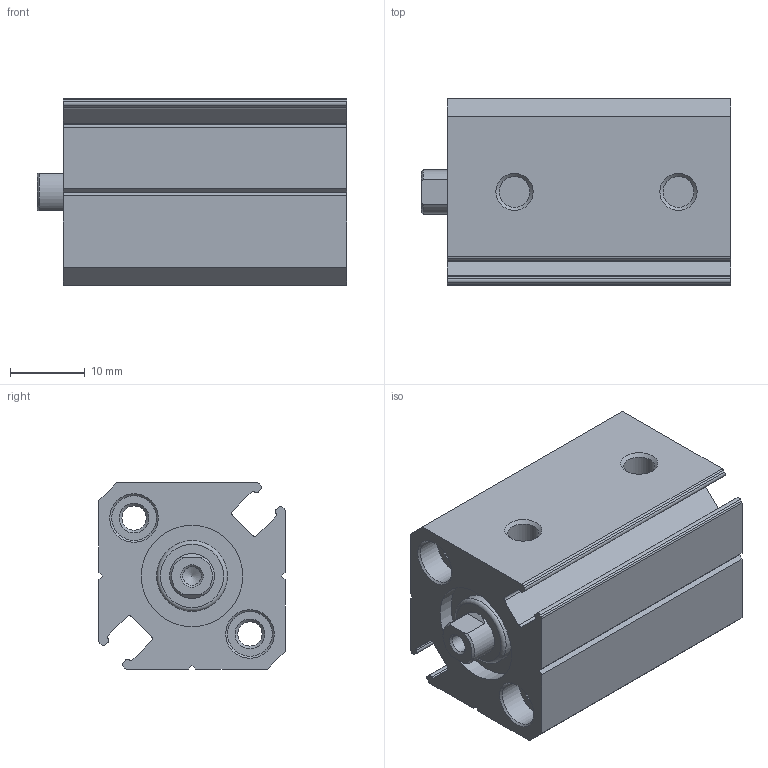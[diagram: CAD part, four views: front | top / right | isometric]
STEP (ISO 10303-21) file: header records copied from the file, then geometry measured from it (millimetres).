
FILE_DESCRIPTION(/* description */ ('STEP AP214'),/* implementation_level */ '2;1');
FILE_NAME(/* name */ 'ACQ12x10S',/* time_stamp */ '',/* author */ (''),/* organization */ (''),/* preprocessor_version */ 'ST-DEVELOPER v19.3',/* originating_system */ 'PARTsolutions',/* authorisation */ ' ');
FILE_SCHEMA (('AUTOMOTIVE_DESIGN {1 0 10303 214 3 1 1}'));
Length unit declared in the file: millimetre
Products named in the file (3): ACQ12x10S(0,); ACQS-12x10_10r; ACQS-12x1010_b
Assembly tree (2 placements, depth 2):
  ACQ12x10S(0,)
    ACQS-12x10_10r
    ACQS-12x1010_b
Bounding box: 41.5 x 25 x 25 mm (x, y, z)
Volume: 19164.7 mm3; surface area: 9146.8 mm2
Topology: 2 solids, 2 shells, 98 faces, 237 edges, 154 vertices
Faces by surface type: plane 48, cylinder 35, cone 14, torus 1
Full cylindrical faces by diameter (mm): 2.459 x1, 3.242 x2, 4.134 x2, 6 x6, 9.5 x1, 12 x2, 13.6 x1
Entity records: 2796 total; most frequent: DIRECTION 491, CARTESIAN_POINT 471, ORIENTED_EDGE 412, EDGE_CURVE 206, AXIS2_PLACEMENT_3D 188, VERTEX_POINT 152, FACE_BOUND 142, EDGE_LOOP 141
